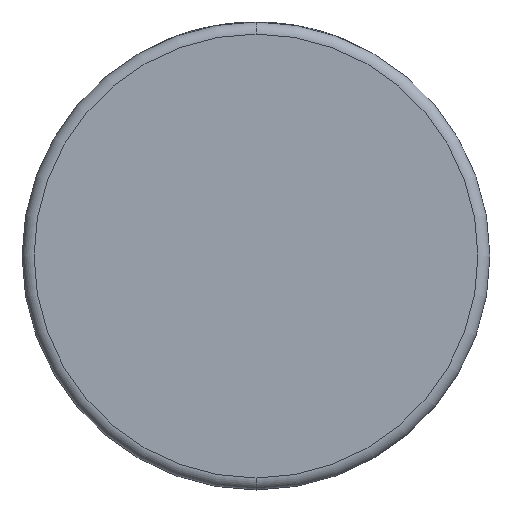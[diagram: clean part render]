
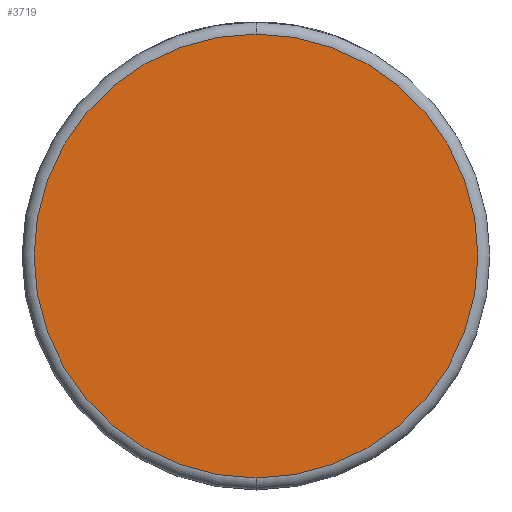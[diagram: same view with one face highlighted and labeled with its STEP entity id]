
A CAD part, front view. The second image highlights one B-rep face of the part: STEP entity #3719.
In plain terms, the highlighted planar face has unit normal (0, -1, 0).
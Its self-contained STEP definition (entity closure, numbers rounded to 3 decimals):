
#76 = CARTESIAN_POINT ( 'NONE',  ( 0., 0., 0. ) ) ;
#145 = VERTEX_POINT ( 'NONE', #3203 ) ;
#909 = CARTESIAN_POINT ( 'NONE',  ( 0., 0., 0. ) ) ;
#943 = AXIS2_PLACEMENT_3D ( 'NONE', #909, #1244, #3873 ) ;
#1055 = FACE_OUTER_BOUND ( 'NONE', #2581, .T. ) ;
#1060 = PLANE ( 'NONE',  #2838 ) ;
#1069 = CIRCLE ( 'NONE', #2483, 37. ) ;
#1091 = DIRECTION ( 'NONE',  ( 0., 1., 0. ) ) ;
#1244 = DIRECTION ( 'NONE',  ( 0., -1., 0. ) ) ;
#1252 = EDGE_CURVE ( 'NONE', #145, #1394, #2534, .T. ) ;
#1306 = DIRECTION ( 'NONE',  ( 0., 0., 1. ) ) ;
#1322 = CARTESIAN_POINT ( 'NONE',  ( 0., 0., 0. ) ) ;
#1394 = VERTEX_POINT ( 'NONE', #2468 ) ;
#1452 = ORIENTED_EDGE ( 'NONE', *, *, #1252, .T. ) ;
#1630 = DIRECTION ( 'NONE',  ( 0., -1., 0. ) ) ;
#2468 = CARTESIAN_POINT ( 'NONE',  ( 0., 0., 37. ) ) ;
#2483 = AXIS2_PLACEMENT_3D ( 'NONE', #1322, #1630, #1306 ) ;
#2534 = CIRCLE ( 'NONE', #943, 37. ) ;
#2581 = EDGE_LOOP ( 'NONE', ( #4229, #1452 ) ) ;
#2729 = DIRECTION ( 'NONE',  ( 0., 0., 1. ) ) ;
#2758 = EDGE_CURVE ( 'NONE', #1394, #145, #1069, .T. ) ;
#2838 = AXIS2_PLACEMENT_3D ( 'NONE', #76, #1091, #2729 ) ;
#3203 = CARTESIAN_POINT ( 'NONE',  ( 0., 0., -37. ) ) ;
#3719 = ADVANCED_FACE ( 'NONE', ( #1055 ), #1060, .F. ) ;
#3873 = DIRECTION ( 'NONE',  ( 0., 0., 1. ) ) ;
#4229 = ORIENTED_EDGE ( 'NONE', *, *, #2758, .T. ) ;
